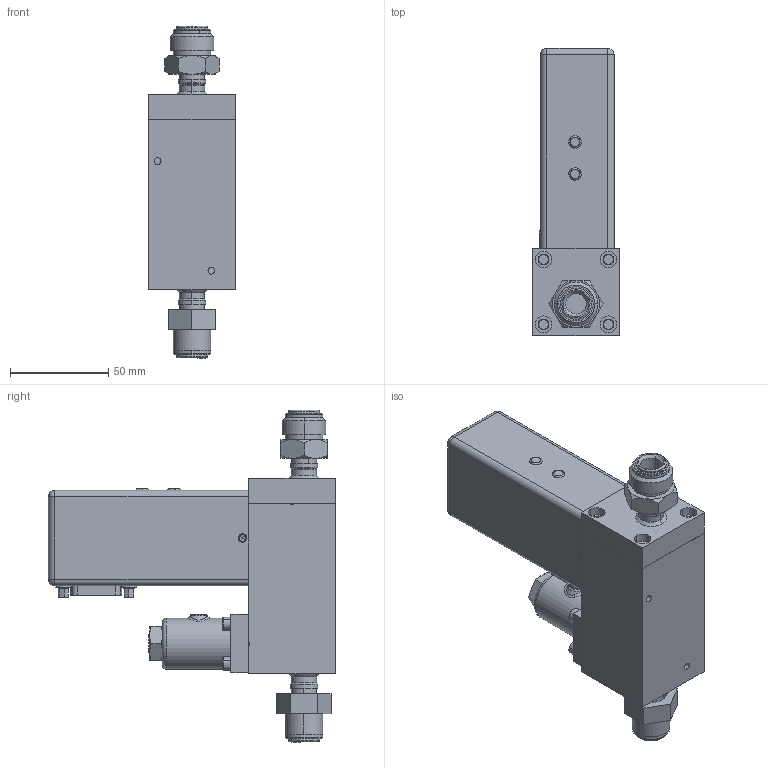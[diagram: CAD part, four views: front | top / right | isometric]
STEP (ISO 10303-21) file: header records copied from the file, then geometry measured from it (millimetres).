
FILE_DESCRIPTION (( 'STEP AP203' ), '1' );
FILE_NAME ('5851EMH-1-K.STEP', '2019-05-31T13:59:45', ( 'mrutkowski' ), ( 'Hewlett-Packard Company' ), 'SwSTEP 2.0', 'SolidWorks 2019', '' );
FILE_SCHEMA (( 'CONFIG_CONTROL_DESIGN' ));
Length unit declared in the file: inch
Products named in the file (1): 5851EMH-1-K
Bounding box: 44.17 x 145.82 x 168.63 mm (x, y, z)
Surface area: 94134 mm2 (no closed solid volume)
Topology: 0 solids, 29 shells, 810 faces, 1867 edges, 1173 vertices
Faces by surface type: plane 309, cylinder 303, cone 100, torus 48, bspline 42, sphere 8
Entity records: 25128 total; most frequent: CARTESIAN_POINT 6458, DIRECTION 4073, ORIENTED_EDGE 3683, EDGE_CURVE 1855, AXIS2_PLACEMENT_3D 1593, VERTEX_POINT 1173, EDGE_LOOP 949, VECTOR 887
